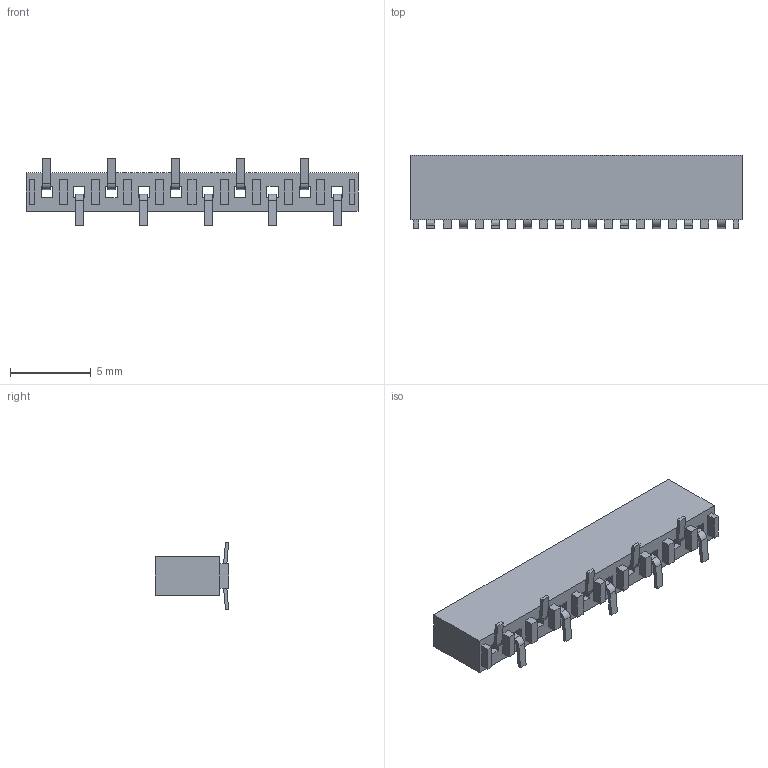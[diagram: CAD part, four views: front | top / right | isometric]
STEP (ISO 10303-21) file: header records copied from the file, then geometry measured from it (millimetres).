
FILE_DESCRIPTION (( 'STEP AP214' ), '1' );
FILE_NAME ('BF090-10-A-1-N-D.STEP', '2024-02-13T23:05:59', ( '' ), ( '' ), 'SwSTEP 2.0', 'SolidWorks 2021', '' );
FILE_SCHEMA (( 'AUTOMOTIVE_DESIGN' ));
Length unit declared in the file: millimetre
Products named in the file (4): BF090-10-A-1-N-D; pin^BF090-xxxx; BF090-xxxx body_10
Assembly tree (6 placements, depth 2):
  BF090-10-A-1-N-D
    BF090-xxxx body_10
    pin^BF090-xxxx  x5
  pin^BF090-xxxx
Bounding box: 20.6 x 4.55 x 4.2 mm (x, y, z)
Volume: 183.4 mm3; surface area: 442.9 mm2
Topology: 11 solids, 11 shells, 241 faces, 584 edges, 376 vertices
Faces by surface type: plane 221, cylinder 20
Entity records: 4776 total; most frequent: CARTESIAN_POINT 810, ORIENTED_EDGE 784, DIRECTION 740, EDGE_CURVE 392, LINE 384, VECTOR 384, VERTEX_POINT 248, EDGE_LOOP 192
